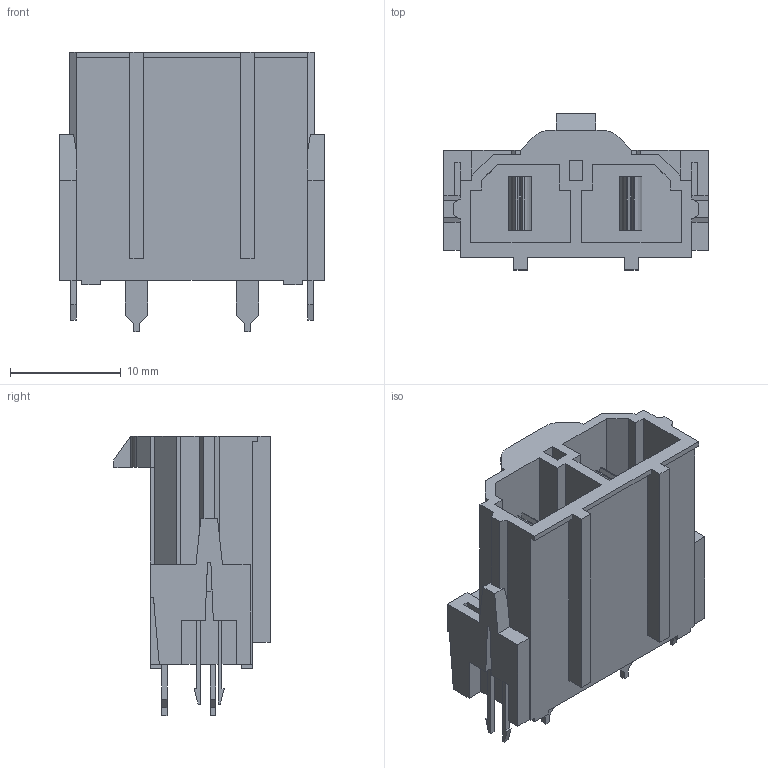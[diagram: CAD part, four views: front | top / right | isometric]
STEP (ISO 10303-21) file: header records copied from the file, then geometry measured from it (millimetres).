
FILE_DESCRIPTION((''),'2;1');
FILE_NAME('428192212','2013-04-23T',('gga'),(''),'PRO/ENGINEER BY PARAMETRIC TECHNOLOGY CORPORATION, 2011490','PRO/ENGINEER BY PARAMETRIC TECHNOLOGY CORPORATION, 2011490','');
FILE_SCHEMA(('CONFIG_CONTROL_DESIGN'));
Length unit declared in the file: millimetre
Products named in the file (1): 428192212
Bounding box: 23.88 x 14.1 x 25.25 mm (x, y, z)
Volume: 3254.9 mm3; surface area: 2839.6 mm2
Topology: 1 solids, 1 shells, 247 faces, 700 edges, 464 vertices
Faces by surface type: plane 241, cylinder 6
Entity records: 7871 total; most frequent: CARTESIAN_POINT 1400, ORIENTED_EDGE 1376, DIRECTION 1220, EDGE_CURVE 688, VECTOR 676, LINE 676, VERTEX_POINT 452, AXIS2_PLACEMENT_3D 272
